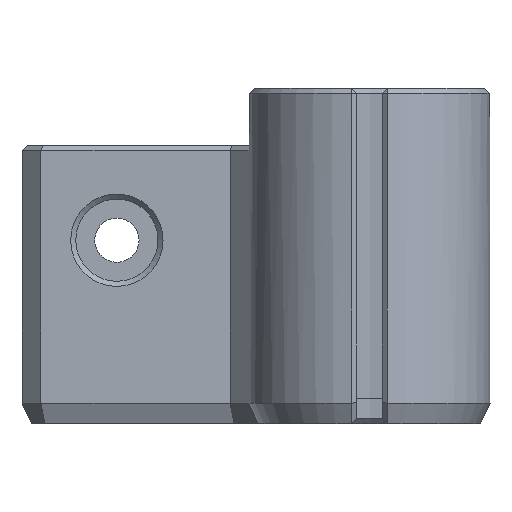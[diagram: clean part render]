
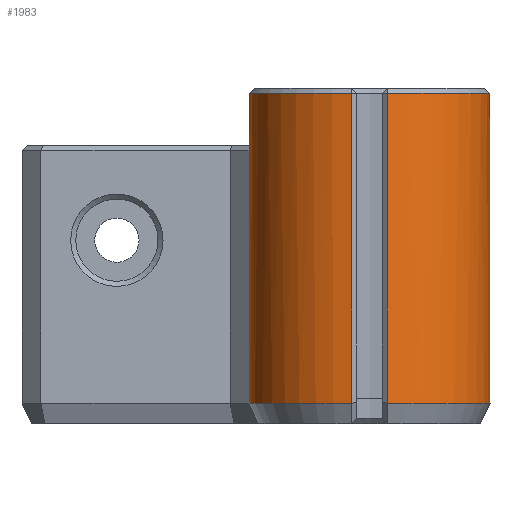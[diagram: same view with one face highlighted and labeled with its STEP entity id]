
A CAD part, left-side view. The second image highlights one B-rep face of the part: STEP entity #1983.
In plain terms, the highlighted cylindrical face has radius 9.525 mm (diameter 19.05 mm), a partial arc.
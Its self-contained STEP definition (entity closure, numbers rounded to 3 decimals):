
#22=B_SPLINE_CURVE_WITH_KNOTS('',3,(#3243,#3244,#3245,#3246),
 .UNSPECIFIED.,.F.,.F.,(4,4),(0.102,0.102),
 .UNSPECIFIED.);
#26=B_SPLINE_CURVE_WITH_KNOTS('',3,(#3290,#3291,#3292,#3293),
 .UNSPECIFIED.,.F.,.F.,(4,4),(0.,0.),.UNSPECIFIED.);
#29=ELLIPSE('',#2095,13.47,9.525);
#30=ELLIPSE('',#2115,13.47,9.525);
#41=CYLINDRICAL_SURFACE('',#2168,9.525);
#72=LINE('',#2854,#281);
#191=LINE('',#3182,#400);
#192=LINE('',#3191,#401);
#203=LINE('',#3334,#412);
#281=VECTOR('',#2275,10.);
#400=VECTOR('',#2568,10.);
#401=VECTOR('',#2571,10.);
#412=VECTOR('',#2618,10.);
#636=FACE_OUTER_BOUND('',#763,.T.);
#763=EDGE_LOOP('',(#1678,#1679,#1680,#1681,#1682,#1683,#1684,#1685,#1686,
#1687,#1688,#1689));
#817=CIRCLE('',#2049,9.525);
#861=CIRCLE('',#2159,9.525);
#865=CIRCLE('',#2169,9.525);
#866=CIRCLE('',#2170,9.525);
#876=VERTEX_POINT('',#2788);
#879=VERTEX_POINT('',#2795);
#900=VERTEX_POINT('',#2850);
#902=VERTEX_POINT('',#2853);
#954=VERTEX_POINT('',#2974);
#1005=VERTEX_POINT('',#3161);
#1010=VERTEX_POINT('',#3173);
#1012=VERTEX_POINT('',#3181);
#1013=VERTEX_POINT('',#3190);
#1015=VERTEX_POINT('',#3224);
#1020=VERTEX_POINT('',#3283);
#1025=VERTEX_POINT('',#3333);
#1048=EDGE_CURVE('',#879,#876,#817,.T.);
#1074=EDGE_CURVE('',#902,#900,#72,.T.);
#1134=EDGE_CURVE('',#954,#879,#29,.F.);
#1177=EDGE_CURVE('',#876,#900,#30,.T.);
#1233=EDGE_CURVE('',#1005,#1012,#191,.T.);
#1235=EDGE_CURVE('',#1013,#1010,#192,.T.);
#1241=EDGE_CURVE('',#1012,#1015,#22,.T.);
#1245=EDGE_CURVE('',#1020,#1013,#26,.T.);
#1254=EDGE_CURVE('',#1010,#1005,#861,.T.);
#1265=EDGE_CURVE('',#1025,#954,#203,.T.);
#1266=EDGE_CURVE('',#1015,#1025,#865,.T.);
#1267=EDGE_CURVE('',#902,#1020,#866,.T.);
#1678=ORIENTED_EDGE('',*,*,#1134,.F.);
#1679=ORIENTED_EDGE('',*,*,#1265,.F.);
#1680=ORIENTED_EDGE('',*,*,#1266,.F.);
#1681=ORIENTED_EDGE('',*,*,#1241,.F.);
#1682=ORIENTED_EDGE('',*,*,#1233,.F.);
#1683=ORIENTED_EDGE('',*,*,#1254,.F.);
#1684=ORIENTED_EDGE('',*,*,#1235,.F.);
#1685=ORIENTED_EDGE('',*,*,#1245,.F.);
#1686=ORIENTED_EDGE('',*,*,#1267,.F.);
#1687=ORIENTED_EDGE('',*,*,#1074,.T.);
#1688=ORIENTED_EDGE('',*,*,#1177,.F.);
#1689=ORIENTED_EDGE('',*,*,#1048,.F.);
#1983=ADVANCED_FACE('',(#636),#41,.T.);
#2049=AXIS2_PLACEMENT_3D('',#2799,#2229,#2230);
#2095=AXIS2_PLACEMENT_3D('',#2976,#2377,#2378);
#2115=AXIS2_PLACEMENT_3D('',#3058,#2459,#2460);
#2159=AXIS2_PLACEMENT_3D('',#3314,#2591,#2592);
#2168=AXIS2_PLACEMENT_3D('',#3332,#2616,#2617);
#2169=AXIS2_PLACEMENT_3D('',#3335,#2619,#2620);
#2170=AXIS2_PLACEMENT_3D('',#3336,#2621,#2622);
#2229=DIRECTION('center_axis',(0.,0.,
-1.));
#2230=DIRECTION('ref_axis',(1.,0.,0.));
#2275=DIRECTION('',(0.,0.,1.));
#2377=DIRECTION('center_axis',(0.,0.707,
0.707));
#2378=DIRECTION('ref_axis',(0.,0.707,-0.707));
#2459=DIRECTION('center_axis',(0.,0.707,-0.707));
#2460=DIRECTION('ref_axis',(0.,0.707,0.707));
#2568=DIRECTION('',(0.,0.,-1.));
#2571=DIRECTION('',(0.,0.,1.));
#2591=DIRECTION('center_axis',(0.,0.,
1.));
#2592=DIRECTION('ref_axis',(1.,0.,0.));
#2616=DIRECTION('center_axis',(0.,0.,
1.));
#2617=DIRECTION('ref_axis',(1.,0.,0.));
#2618=DIRECTION('',(0.,0.,1.));
#2619=DIRECTION('center_axis',(0.,0.,
-1.));
#2620=DIRECTION('ref_axis',(-1.,0.,0.));
#2621=DIRECTION('center_axis',(0.,0.,
-1.));
#2622=DIRECTION('ref_axis',(-1.,0.,0.));
#2788=CARTESIAN_POINT('',(-14.735,-17.7,22.4));
#2795=CARTESIAN_POINT('',(-14.735,-0.25,22.4));
#2799=CARTESIAN_POINT('Origin',(-18.556,-8.975,22.4));
#2850=CARTESIAN_POINT('',(-18.556,-18.5,21.6));
#2853=CARTESIAN_POINT('',(-18.556,-18.5,1.608));
#2854=CARTESIAN_POINT('',(-18.556,-18.5,0.));
#2974=CARTESIAN_POINT('',(-18.556,0.55,21.6));
#2976=CARTESIAN_POINT('Origin',(-18.556,-8.975,31.125));
#3058=CARTESIAN_POINT('Origin',(-18.556,-8.975,31.125));
#3161=CARTESIAN_POINT('',(-27.978,-7.578,26.1));
#3173=CARTESIAN_POINT('',(-27.978,-10.372,26.1));
#3181=CARTESIAN_POINT('',(-27.978,-7.578,1.61));
#3182=CARTESIAN_POINT('',(-27.978,-7.578,0.));
#3190=CARTESIAN_POINT('',(-27.978,-10.372,1.61));
#3191=CARTESIAN_POINT('',(-27.978,-10.372,0.));
#3224=CARTESIAN_POINT('',(-27.978,-7.578,1.608));
#3243=CARTESIAN_POINT('Ctrl Pts',(-27.978,-7.578,1.61));
#3244=CARTESIAN_POINT('Ctrl Pts',(-27.978,-7.578,1.609));
#3245=CARTESIAN_POINT('Ctrl Pts',(-27.978,-7.578,1.609));
#3246=CARTESIAN_POINT('Ctrl Pts',(-27.978,-7.578,1.608));
#3283=CARTESIAN_POINT('',(-27.978,-10.372,1.608));
#3290=CARTESIAN_POINT('Ctrl Pts',(-27.978,-10.372,1.608));
#3291=CARTESIAN_POINT('Ctrl Pts',(-27.978,-10.372,1.609));
#3292=CARTESIAN_POINT('Ctrl Pts',(-27.978,-10.372,1.609));
#3293=CARTESIAN_POINT('Ctrl Pts',(-27.978,-10.372,1.61));
#3314=CARTESIAN_POINT('Origin',(-18.556,-8.975,26.1));
#3332=CARTESIAN_POINT('Origin',(-18.556,-8.975,0.));
#3333=CARTESIAN_POINT('',(-18.556,0.55,1.608));
#3334=CARTESIAN_POINT('',(-18.556,0.55,0.));
#3335=CARTESIAN_POINT('Origin',(-18.556,-8.975,1.608));
#3336=CARTESIAN_POINT('Origin',(-18.556,-8.975,1.608));
